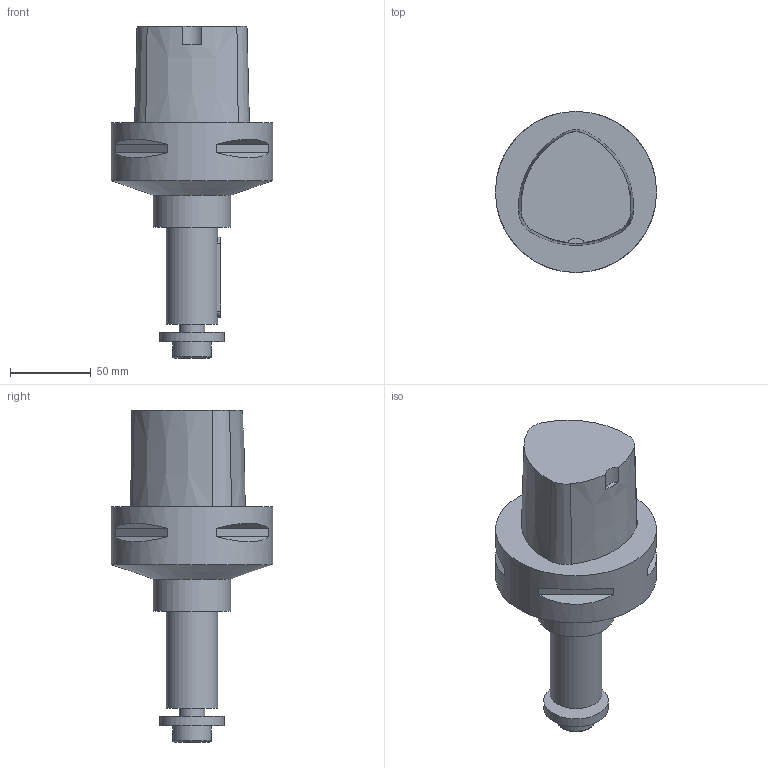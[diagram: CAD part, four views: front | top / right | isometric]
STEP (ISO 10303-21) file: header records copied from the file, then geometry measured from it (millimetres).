
FILE_DESCRIPTION(/* description */ ('3-D model version:1'),/* implementation_level */ '2;1');
FILE_NAME(/* name */ 'C10-391.10-32065',/* time_stamp */ '2016-12-02T13:58:29',/* author */ ('InteractiveCad'),/* organization */ ('AB Sandvik Coromant'),/* preprocessor_version */ 'ST-DEVELOPER v11',/* originating_system */ 'SIEMENS UGS NX 6.0',/* authorization */ '');
FILE_SCHEMA(('AUTOMOTIVE_DESIGN'));
Length unit declared in the file: millimetre
Products named in the file (1): C10_391.10_32065_634630762899203124_1_stp
Bounding box: 100 x 100 x 206 mm (x, y, z)
Volume: 641106.3 mm3; surface area: 55420 mm2
Topology: 1 solids, 1 shells, 59 faces, 126 edges, 81 vertices
Faces by surface type: plane 39, cylinder 11, cone 8, torus 1
Full cylindrical faces by diameter (mm): 16 x1, 24 x1, 32 x1, 40 x1, 48 x1, 100 x1
Entity records: 1700 total; most frequent: CARTESIAN_POINT 325, DIRECTION 288, ORIENTED_EDGE 232, EDGE_CURVE 116, AXIS2_PLACEMENT_3D 113, EDGE_LOOP 80, VERTEX_POINT 80, LINE 62
